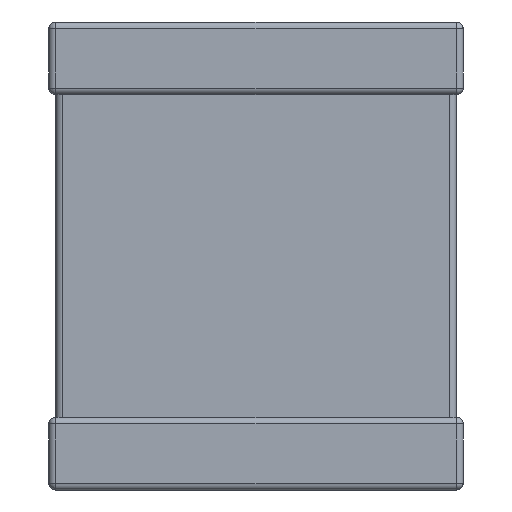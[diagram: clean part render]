
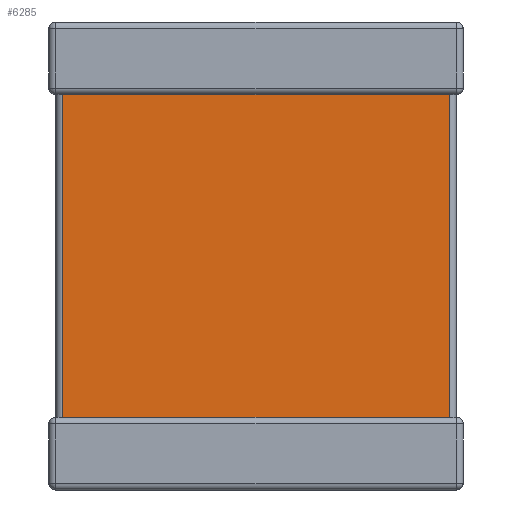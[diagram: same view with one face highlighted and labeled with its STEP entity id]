
A CAD part, left-side view. The second image highlights one B-rep face of the part: STEP entity #6285.
In plain terms, the highlighted planar face has unit normal (-1, 0, 0).
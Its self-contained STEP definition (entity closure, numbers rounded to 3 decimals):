
#335 = CARTESIAN_POINT ( 'NONE',  ( 0.089, 5.222, -5.15 ) ) ;
#636 = CARTESIAN_POINT ( 'NONE',  ( 0.089, 0.178, -0.95 ) ) ;
#884 = EDGE_CURVE ( 'NONE', #3303, #1936, #4883, .T. ) ;
#1256 = LINE ( 'NONE', #3388, #8453 ) ;
#1334 = DIRECTION ( 'NONE',  ( 0., 0., -1. ) ) ;
#1523 = ORIENTED_EDGE ( 'NONE', *, *, #884, .T. ) ;
#1936 = VERTEX_POINT ( 'NONE', #10155 ) ;
#2230 = LINE ( 'NONE', #7432, #13091 ) ;
#2406 = LINE ( 'NONE', #6465, #9239 ) ;
#2611 = PLANE ( 'NONE',  #12333 ) ;
#2739 = VERTEX_POINT ( 'NONE', #335 ) ;
#2768 = CARTESIAN_POINT ( 'NONE',  ( 0.089, 0., -0.95 ) ) ;
#2800 = DIRECTION ( 'NONE',  ( 0., -1., 0. ) ) ;
#3303 = VERTEX_POINT ( 'NONE', #636 ) ;
#3388 = CARTESIAN_POINT ( 'NONE',  ( 0.089, 0., -5.15 ) ) ;
#3474 = CARTESIAN_POINT ( 'NONE',  ( 0.089, 0., -5.15 ) ) ;
#3604 = FACE_OUTER_BOUND ( 'NONE', #3685, .T. ) ;
#3685 = EDGE_LOOP ( 'NONE', ( #9238, #8064, #1523, #5672 ) ) ;
#4528 = DIRECTION ( 'NONE',  ( -1., 0., 0. ) ) ;
#4883 = LINE ( 'NONE', #2768, #6490 ) ;
#5096 = CARTESIAN_POINT ( 'NONE',  ( 0.089, 0.178, -5.15 ) ) ;
#5672 = ORIENTED_EDGE ( 'NONE', *, *, #8259, .T. ) ;
#6285 = ADVANCED_FACE ( 'NONE', ( #3604 ), #2611, .T. ) ;
#6465 = CARTESIAN_POINT ( 'NONE',  ( 0.089, 5.222, -5.15 ) ) ;
#6490 = VECTOR ( 'NONE', #8935, 1000. ) ;
#7432 = CARTESIAN_POINT ( 'NONE',  ( 0.089, 0.178, -5.15 ) ) ;
#8064 = ORIENTED_EDGE ( 'NONE', *, *, #11874, .T. ) ;
#8259 = EDGE_CURVE ( 'NONE', #1936, #2739, #2406, .T. ) ;
#8453 = VECTOR ( 'NONE', #12573, 1000. ) ;
#8935 = DIRECTION ( 'NONE',  ( 0., 1., 0. ) ) ;
#9238 = ORIENTED_EDGE ( 'NONE', *, *, #10127, .F. ) ;
#9239 = VECTOR ( 'NONE', #1334, 1000. ) ;
#9447 = DIRECTION ( 'NONE',  ( 0., 0., 1. ) ) ;
#10127 = EDGE_CURVE ( 'NONE', #11310, #2739, #1256, .T. ) ;
#10155 = CARTESIAN_POINT ( 'NONE',  ( 0.089, 5.222, -0.95 ) ) ;
#11310 = VERTEX_POINT ( 'NONE', #5096 ) ;
#11874 = EDGE_CURVE ( 'NONE', #11310, #3303, #2230, .T. ) ;
#12333 = AXIS2_PLACEMENT_3D ( 'NONE', #3474, #4528, #2800 ) ;
#12573 = DIRECTION ( 'NONE',  ( 0., 1., 0. ) ) ;
#13091 = VECTOR ( 'NONE', #9447, 1000. ) ;
